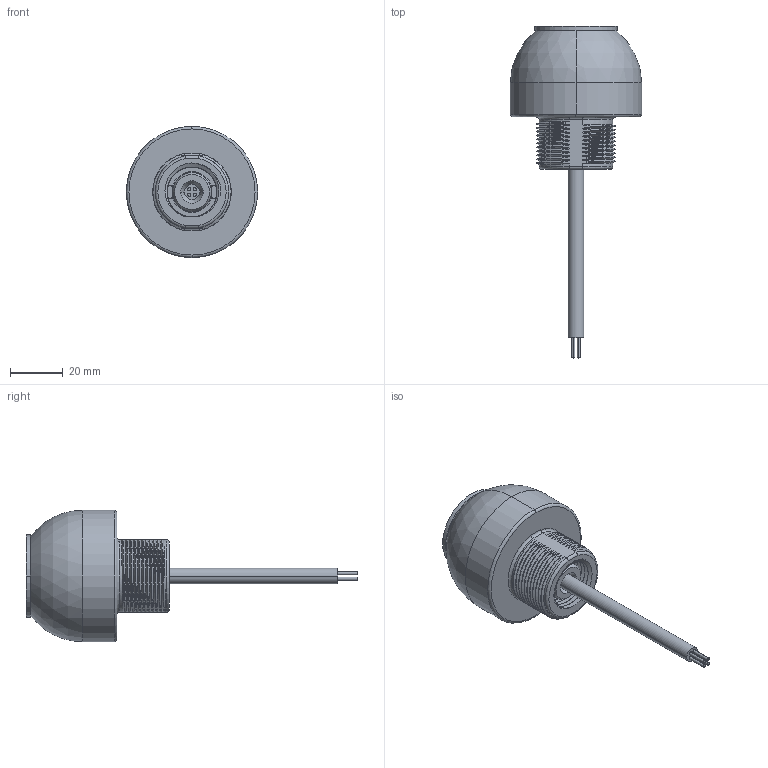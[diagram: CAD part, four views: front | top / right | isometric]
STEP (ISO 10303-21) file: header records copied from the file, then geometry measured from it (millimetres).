
FILE_DESCRIPTION((''),'2;1');
FILE_NAME('158881_SW','2011-08-18T',('banengservice'),('BANNER ENGINEERING'),'PRO/ENGINEER BY PARAMETRIC TECHNOLOGY CORPORATION, 2009141','PRO/ENGINEER BY PARAMETRIC TECHNOLOGY CORPORATION, 2009141','');
FILE_SCHEMA(('CONFIG_CONTROL_DESIGN'));
Length unit declared in the file: inch
Products named in the file (1): 158881_SW
Bounding box: 50 x 126.42 x 50 mm (x, y, z)
Volume: 27084 mm3; surface area: 22243 mm2
Topology: 2 solids, 4 shells, 370 faces, 952 edges, 595 vertices
Faces by surface type: cylinder 139, bspline 101, plane 66, torus 32, sphere 16, cone 16
Entity records: 21357 total; most frequent: CARTESIAN_POINT 12871, ORIENTED_EDGE 1904, DIRECTION 1592, EDGE_CURVE 952, AXIS2_PLACEMENT_3D 657, VERTEX_POINT 595, EDGE_LOOP 395, CIRCLE 388
